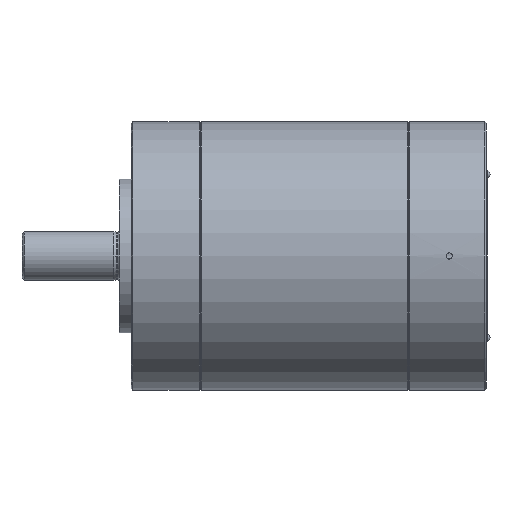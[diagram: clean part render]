
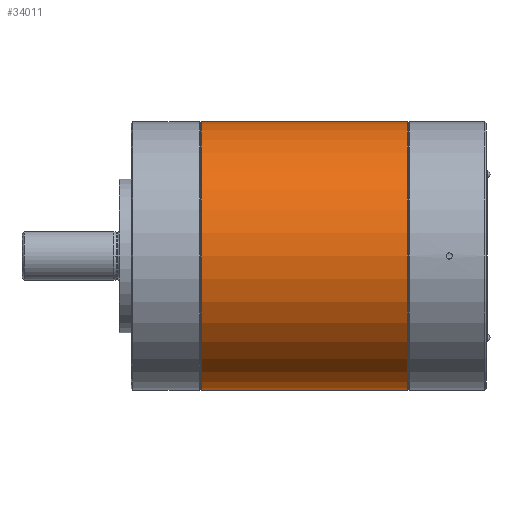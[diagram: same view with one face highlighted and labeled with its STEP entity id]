
A CAD part, front view. The second image highlights one B-rep face of the part: STEP entity #34011.
In plain terms, the highlighted cylindrical face has radius 55 mm (diameter 110 mm), a partial arc.
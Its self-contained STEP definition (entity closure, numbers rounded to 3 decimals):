
#170 = EDGE_CURVE ( 'NONE', #1280, #3024, #24032, .T. ) ;
#505 = CARTESIAN_POINT ( 'NONE',  ( 0., 0., 0. ) ) ;
#1280 = VERTEX_POINT ( 'NONE', #22295 ) ;
#1625 = LINE ( 'NONE', #32715, #27246 ) ;
#2715 = CYLINDRICAL_SURFACE ( 'NONE', #6880, 55. ) ;
#3024 = VERTEX_POINT ( 'NONE', #10322 ) ;
#4567 = CARTESIAN_POINT ( 'NONE',  ( 0.2, 0., -55. ) ) ;
#6880 = AXIS2_PLACEMENT_3D ( 'NONE', #505, #25333, #8926 ) ;
#8035 = ORIENTED_EDGE ( 'NONE', *, *, #22165, .T. ) ;
#8926 = DIRECTION ( 'NONE',  ( 0., 0., 1. ) ) ;
#9431 = ORIENTED_EDGE ( 'NONE', *, *, #14963, .F. ) ;
#9561 = LINE ( 'NONE', #11968, #14130 ) ;
#9675 = VERTEX_POINT ( 'NONE', #17401 ) ;
#10218 = EDGE_LOOP ( 'NONE', ( #9431, #14543, #26023, #8035, #29367 ) ) ;
#10322 = CARTESIAN_POINT ( 'NONE',  ( 84.8, 0., 55. ) ) ;
#10423 = VERTEX_POINT ( 'NONE', #17470 ) ;
#11595 = CIRCLE ( 'NONE', #35124, 55. ) ;
#11968 = CARTESIAN_POINT ( 'NONE',  ( 0., 0., 55. ) ) ;
#12759 = DIRECTION ( 'NONE',  ( 0., 0., 1. ) ) ;
#12832 = DIRECTION ( 'NONE',  ( -1., 0., 0. ) ) ;
#13727 = EDGE_CURVE ( 'NONE', #3024, #10423, #9561, .T. ) ;
#14130 = VECTOR ( 'NONE', #20604, 1000. ) ;
#14543 = ORIENTED_EDGE ( 'NONE', *, *, #170, .T. ) ;
#14963 = EDGE_CURVE ( 'NONE', #1280, #20221, #1625, .T. ) ;
#15933 = DIRECTION ( 'NONE',  ( 1., 0., 0. ) ) ;
#16332 = AXIS2_PLACEMENT_3D ( 'NONE', #29957, #15933, #33440 ) ;
#16795 = FACE_OUTER_BOUND ( 'NONE', #10218, .T. ) ;
#17401 = CARTESIAN_POINT ( 'NONE',  ( 0.2, -55., 0. ) ) ;
#17428 = EDGE_CURVE ( 'NONE', #9675, #20221, #33429, .T. ) ;
#17470 = CARTESIAN_POINT ( 'NONE',  ( 0.2, 0., 55. ) ) ;
#17709 = DIRECTION ( 'NONE',  ( 0., 0., 1. ) ) ;
#20221 = VERTEX_POINT ( 'NONE', #4567 ) ;
#20604 = DIRECTION ( 'NONE',  ( -1., 0., 0. ) ) ;
#22165 = EDGE_CURVE ( 'NONE', #10423, #9675, #11595, .T. ) ;
#22295 = CARTESIAN_POINT ( 'NONE',  ( 84.8, 0., -55. ) ) ;
#24032 = CIRCLE ( 'NONE', #34050, 55. ) ;
#25333 = DIRECTION ( 'NONE',  ( -1., 0., 0. ) ) ;
#26023 = ORIENTED_EDGE ( 'NONE', *, *, #13727, .T. ) ;
#27106 = DIRECTION ( 'NONE',  ( -1., 0., 0. ) ) ;
#27246 = VECTOR ( 'NONE', #12832, 1000. ) ;
#29168 = CARTESIAN_POINT ( 'NONE',  ( 0.2, 0., 0. ) ) ;
#29367 = ORIENTED_EDGE ( 'NONE', *, *, #17428, .T. ) ;
#29681 = CARTESIAN_POINT ( 'NONE',  ( 84.8, 0., 0. ) ) ;
#29957 = CARTESIAN_POINT ( 'NONE',  ( 0.2, 0., 0. ) ) ;
#32113 = DIRECTION ( 'NONE',  ( 1., 0., 0. ) ) ;
#32715 = CARTESIAN_POINT ( 'NONE',  ( 0., 0., -55. ) ) ;
#33429 = CIRCLE ( 'NONE', #16332, 55. ) ;
#33440 = DIRECTION ( 'NONE',  ( 0., 0., 1. ) ) ;
#34011 = ADVANCED_FACE ( 'NONE', ( #16795 ), #2715, .T. ) ;
#34050 = AXIS2_PLACEMENT_3D ( 'NONE', #29681, #27106, #12759 ) ;
#35124 = AXIS2_PLACEMENT_3D ( 'NONE', #29168, #32113, #17709 ) ;
